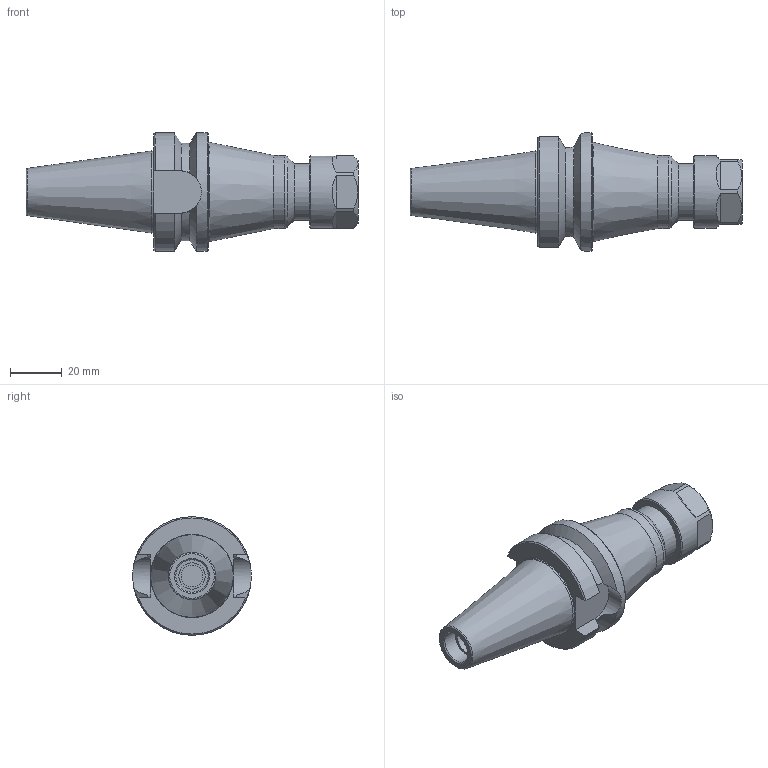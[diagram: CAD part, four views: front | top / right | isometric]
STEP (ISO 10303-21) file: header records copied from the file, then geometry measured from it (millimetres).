
FILE_DESCRIPTION(/* description */ (''),/* implementation_level */ '2;1');
FILE_NAME(/* name */ 'BT30 ER16-80DT.step',/* time_stamp */ '2025-04-11T08:45:06-05:00',/* author */ (''),/* organization */ (''),/* preprocessor_version */ 'ST-DEVELOPER v20.1',/* originating_system */ 'Autodesk Translation Framework v14.4.0.0',/* authorisation */ '');
FILE_SCHEMA (('AUTOMOTIVE_DESIGN { 1 0 10303 214 3 1 1 }'));
Length unit declared in the file: inch
Products named in the file (4): BT30 DUAL CONTACT TEMPLATE FINALIZED; (Unsaved); BT30 SF.250-3.75 v3; ER16 Collet Nut v1
Assembly tree (3 placements, depth 3):
  BT30 DUAL CONTACT TEMPLATE FINALIZED
    (Unsaved)
      BT30 SF.250-3.75 v3
      ER16 Collet Nut v1
Bounding box: 128.51 x 45.92 x 45.92 mm (x, y, z)
Volume: 86093 mm3; surface area: 20318.8 mm2
Topology: 2 solids, 2 shells, 67 faces, 167 edges, 107 vertices
Faces by surface type: plane 33, cylinder 15, cone 15, torus 4
Full cylindrical faces by diameter (mm): 8.5 x1, 10.16 x1, 11.303 x1, 12.548 x1, 21.935 x1, 27.965 x1, 28.27 x1, 31.75 x1, 45.923 x1
Entity records: 2232 total; most frequent: CARTESIAN_POINT 453, DIRECTION 378, ORIENTED_EDGE 334, EDGE_CURVE 167, AXIS2_PLACEMENT_3D 158, VERTEX_POINT 107, EDGE_LOOP 72, CIRCLE 71
